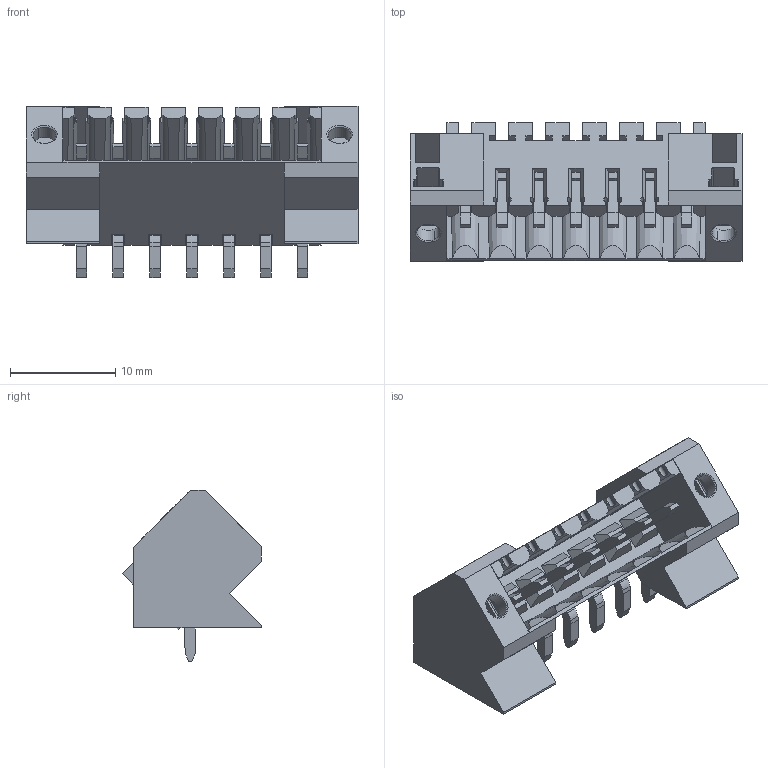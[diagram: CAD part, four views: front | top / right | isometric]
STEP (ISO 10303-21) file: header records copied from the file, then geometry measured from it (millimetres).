
FILE_DESCRIPTION(('CATIA V5 STEP Exchange','CAx-IF Rec.Pracs.--- Model Styling and Organization---1.2---2011-12-15'),'2;1');
FILE_NAME ('D1454202_0_1643380000_1643380000.stp','2018-10-10T08:15:14+00:00',('none'),('Weidmueller'),'CATIA Version 5-6 Release 2014','CATIA V5 STEP AP214','none');
FILE_SCHEMA(('AUTOMOTIVE_DESIGN { 1 0 10303 214 1 1 1 1 }'));
Length unit declared in the file: millimetre
Products named in the file (1): 1643380000
Bounding box: 31.5 x 13.15 x 16.23 mm (x, y, z)
Volume: 1638.2 mm3; surface area: 3447.4 mm2
Topology: 8 solids, 8 shells, 623 faces, 1785 edges, 1180 vertices
Faces by surface type: plane 519, cylinder 93, cone 11
Entity records: 19020 total; most frequent: CARTESIAN_POINT 4234, ORIENTED_EDGE 3570, DIRECTION 2250, EDGE_CURVE 1785, VECTOR 1453, LINE 1453, VERTEX_POINT 1180, EDGE_LOOP 643
